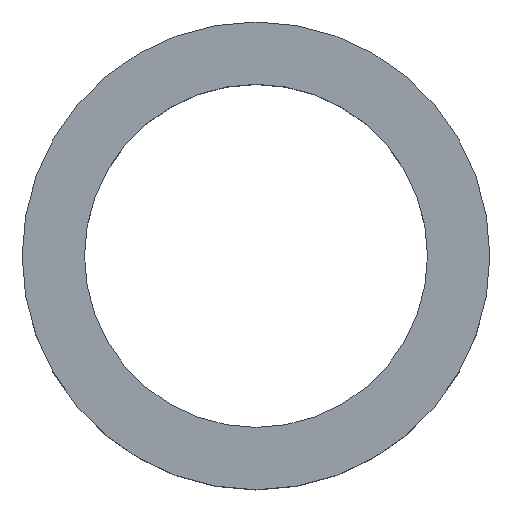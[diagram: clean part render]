
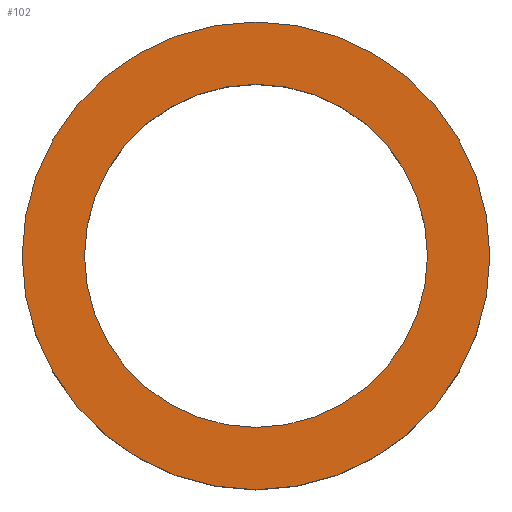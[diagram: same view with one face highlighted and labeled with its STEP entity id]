
A CAD part, top view. The second image highlights one B-rep face of the part: STEP entity #102.
In plain terms, the highlighted planar face has unit normal (0, 0, 1).
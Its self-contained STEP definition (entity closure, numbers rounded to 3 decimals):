
#9 = DIRECTION ( 'NONE',  ( 0., 0., 1. ) ) ;
#13 = DIRECTION ( 'NONE',  ( 0., 0., 1. ) ) ;
#15 = CARTESIAN_POINT ( 'NONE',  ( 2.31, -37.601, 5. ) ) ;
#27 = AXIS2_PLACEMENT_3D ( 'NONE', #110, #13, #69 ) ;
#34 = CARTESIAN_POINT ( 'NONE',  ( 7.81, -37.601, 5. ) ) ;
#42 = CIRCLE ( 'NONE', #176, 5.5 ) ;
#54 = CARTESIAN_POINT ( 'NONE',  ( 13.31, -37.601, 5. ) ) ;
#69 = DIRECTION ( 'NONE',  ( 1., 0., 0. ) ) ;
#86 = DIRECTION ( 'NONE',  ( 0., 0., 1. ) ) ;
#88 = FACE_OUTER_BOUND ( 'NONE', #143, .T. ) ;
#92 = AXIS2_PLACEMENT_3D ( 'NONE', #34, #164, #212 ) ;
#93 = CARTESIAN_POINT ( 'NONE',  ( 7.81, -37.601, 5. ) ) ;
#94 = EDGE_CURVE ( 'NONE', #106, #108, #42, .T. ) ;
#100 = EDGE_CURVE ( 'NONE', #104, #136, #192, .T. ) ;
#102 = ADVANCED_FACE ( 'NONE', ( #88, #129 ), #194, .T. ) ;
#104 = VERTEX_POINT ( 'NONE', #147 ) ;
#106 = VERTEX_POINT ( 'NONE', #15 ) ;
#108 = VERTEX_POINT ( 'NONE', #54 ) ;
#110 = CARTESIAN_POINT ( 'NONE',  ( 7.81, -37.601, 5. ) ) ;
#113 = ORIENTED_EDGE ( 'NONE', *, *, #94, .F. ) ;
#125 = CARTESIAN_POINT ( 'NONE',  ( 0.31, -37.601, 5. ) ) ;
#129 = FACE_BOUND ( 'NONE', #134, .T. ) ;
#134 = EDGE_LOOP ( 'NONE', ( #113, #148 ) ) ;
#136 = VERTEX_POINT ( 'NONE', #125 ) ;
#138 = CARTESIAN_POINT ( 'NONE',  ( 7.81, -37.601, 5. ) ) ;
#143 = EDGE_LOOP ( 'NONE', ( #178, #195 ) ) ;
#146 = DIRECTION ( 'NONE',  ( 1., 0., 0. ) ) ;
#147 = CARTESIAN_POINT ( 'NONE',  ( 15.31, -37.601, 5. ) ) ;
#148 = ORIENTED_EDGE ( 'NONE', *, *, #152, .F. ) ;
#152 = EDGE_CURVE ( 'NONE', #108, #106, #201, .T. ) ;
#157 = CIRCLE ( 'NONE', #183, 7.5 ) ;
#163 = DIRECTION ( 'NONE',  ( 1., 0., 0. ) ) ;
#164 = DIRECTION ( 'NONE',  ( 0., 0., 1. ) ) ;
#175 = CARTESIAN_POINT ( 'NONE',  ( 7.81, -37.601, 5. ) ) ;
#176 = AXIS2_PLACEMENT_3D ( 'NONE', #175, #86, #146 ) ;
#178 = ORIENTED_EDGE ( 'NONE', *, *, #210, .T. ) ;
#183 = AXIS2_PLACEMENT_3D ( 'NONE', #138, #189, #163 ) ;
#189 = DIRECTION ( 'NONE',  ( 0., 0., 1. ) ) ;
#192 = CIRCLE ( 'NONE', #92, 7.5 ) ;
#194 = PLANE ( 'NONE',  #213 ) ;
#195 = ORIENTED_EDGE ( 'NONE', *, *, #100, .T. ) ;
#197 = DIRECTION ( 'NONE',  ( 1., 0., 0. ) ) ;
#201 = CIRCLE ( 'NONE', #27, 5.5 ) ;
#210 = EDGE_CURVE ( 'NONE', #136, #104, #157, .T. ) ;
#212 = DIRECTION ( 'NONE',  ( 1., 0., 0. ) ) ;
#213 = AXIS2_PLACEMENT_3D ( 'NONE', #93, #9, #197 ) ;
